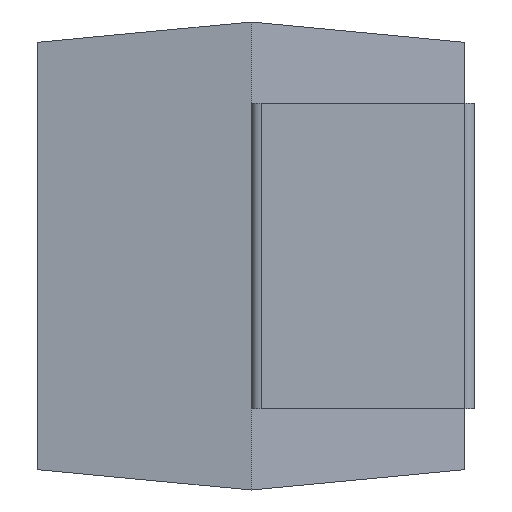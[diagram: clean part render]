
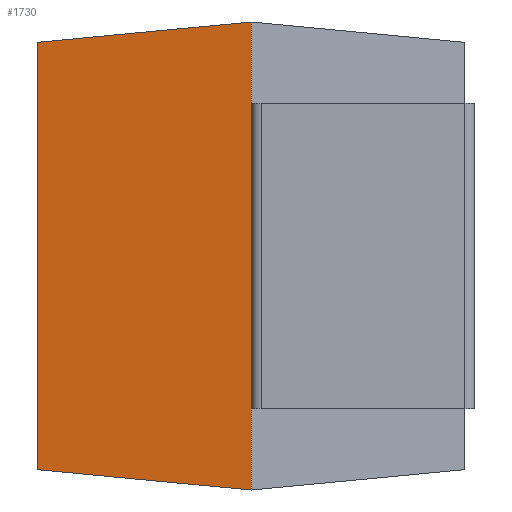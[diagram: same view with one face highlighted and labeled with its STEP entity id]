
A CAD part, left-side view. The second image highlights one B-rep face of the part: STEP entity #1730.
In plain terms, the highlighted planar face has unit normal (-0.993, 0.118, 0).
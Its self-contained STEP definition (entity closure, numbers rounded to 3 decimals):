
#35 = VERTEX_POINT ( 'NONE', #2688 ) ;
#57 = AXIS2_PLACEMENT_3D ( 'NONE', #2016, #857, #593 ) ;
#322 = DIRECTION ( 'NONE',  ( -0.118, -0.989, -0.094 ) ) ;
#496 = LINE ( 'NONE', #2629, #2196 ) ;
#498 = CARTESIAN_POINT ( 'NONE',  ( 0., 2.1, -4.6 ) ) ;
#515 = DIRECTION ( 'NONE',  ( -0.118, -0.989, 0.094 ) ) ;
#593 = DIRECTION ( 'NONE',  ( -0.118, -0.993, 0. ) ) ;
#594 = LINE ( 'NONE', #871, #1018 ) ;
#746 = LINE ( 'NONE', #1669, #2459 ) ;
#796 = CARTESIAN_POINT ( 'NONE',  ( 0., 2.1, 0. ) ) ;
#857 = DIRECTION ( 'NONE',  ( -0.993, 0.118, 0. ) ) ;
#871 = CARTESIAN_POINT ( 'NONE',  ( 0.25, 4.2, -4.6 ) ) ;
#1018 = VECTOR ( 'NONE', #1100, 1000. ) ;
#1100 = DIRECTION ( 'NONE',  ( 0., 0., 1. ) ) ;
#1142 = CARTESIAN_POINT ( 'NONE',  ( 0., 2.1, -4.6 ) ) ;
#1189 = LINE ( 'NONE', #1142, #2959 ) ;
#1216 = EDGE_CURVE ( 'NONE', #2356, #35, #594, .T. ) ;
#1260 = ORIENTED_EDGE ( 'NONE', *, *, #1493, .F. ) ;
#1401 = VERTEX_POINT ( 'NONE', #796 ) ;
#1493 = EDGE_CURVE ( 'NONE', #35, #1401, #746, .T. ) ;
#1547 = ORIENTED_EDGE ( 'NONE', *, *, #2500, .T. ) ;
#1600 = DIRECTION ( 'NONE',  ( 0., 0., 1. ) ) ;
#1669 = CARTESIAN_POINT ( 'NONE',  ( -0.193, 0.476, 0.155 ) ) ;
#1730 = ADVANCED_FACE ( 'NONE', ( #2027 ), #1970, .T. ) ;
#1744 = ORIENTED_EDGE ( 'NONE', *, *, #1216, .F. ) ;
#1839 = CARTESIAN_POINT ( 'NONE',  ( 0.25, 4.2, -4.4 ) ) ;
#1970 = PLANE ( 'NONE',  #57 ) ;
#1991 = VERTEX_POINT ( 'NONE', #498 ) ;
#2016 = CARTESIAN_POINT ( 'NONE',  ( -0.247, 0.029, -4.6 ) ) ;
#2027 = FACE_OUTER_BOUND ( 'NONE', #2210, .T. ) ;
#2196 = VECTOR ( 'NONE', #322, 1000. ) ;
#2210 = EDGE_LOOP ( 'NONE', ( #1260, #1744, #1547, #2317 ) ) ;
#2317 = ORIENTED_EDGE ( 'NONE', *, *, #2418, .T. ) ;
#2356 = VERTEX_POINT ( 'NONE', #1839 ) ;
#2418 = EDGE_CURVE ( 'NONE', #1991, #1401, #1189, .T. ) ;
#2459 = VECTOR ( 'NONE', #515, 1000. ) ;
#2500 = EDGE_CURVE ( 'NONE', #2356, #1991, #496, .T. ) ;
#2629 = CARTESIAN_POINT ( 'NONE',  ( -0.244, 0.048, -4.795 ) ) ;
#2688 = CARTESIAN_POINT ( 'NONE',  ( 0.25, 4.2, -0.2 ) ) ;
#2959 = VECTOR ( 'NONE', #1600, 1000. ) ;
